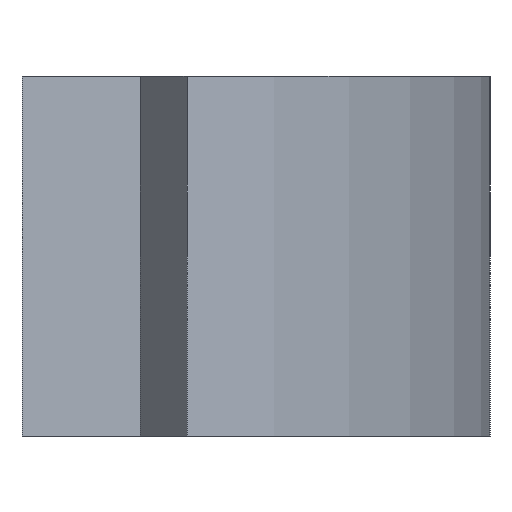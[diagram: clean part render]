
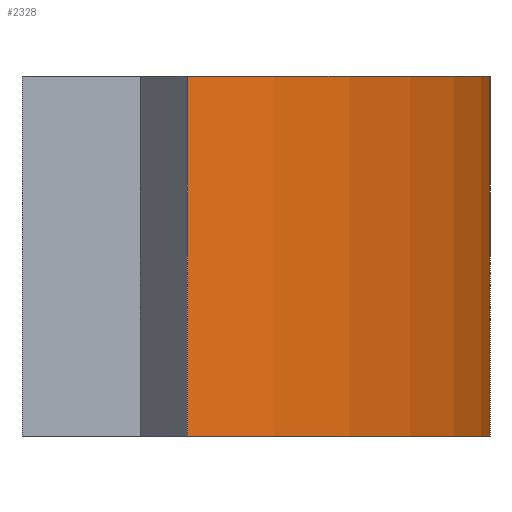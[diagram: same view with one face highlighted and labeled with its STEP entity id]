
A CAD part, left-side view. The second image highlights one B-rep face of the part: STEP entity #2328.
In plain terms, the highlighted cylindrical face has radius 23 mm (diameter 46 mm), a partial arc.
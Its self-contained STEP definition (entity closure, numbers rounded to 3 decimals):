
#26=CYLINDRICAL_SURFACE('',#2484,23.);
#172=FACE_OUTER_BOUND('',#327,.T.);
#327=EDGE_LOOP('',(#2092,#2093,#2094,#2095));
#337=CIRCLE('',#2362,23.);
#349=CIRCLE('',#2375,23.);
#649=LINE('',#3683,#946);
#651=LINE('',#3688,#948);
#946=VECTOR('',#3026,23.);
#948=VECTOR('',#3034,10.);
#957=VERTEX_POINT('',#3064);
#958=VERTEX_POINT('',#3066);
#1074=VERTEX_POINT('',#3299);
#1075=VERTEX_POINT('',#3301);
#1171=EDGE_CURVE('',#958,#957,#337,.T.);
#1288=EDGE_CURVE('',#1075,#1074,#349,.T.);
#1481=EDGE_CURVE('',#1074,#958,#649,.T.);
#1483=EDGE_CURVE('',#957,#1075,#651,.T.);
#2092=ORIENTED_EDGE('',*,*,#1288,.T.);
#2093=ORIENTED_EDGE('',*,*,#1481,.T.);
#2094=ORIENTED_EDGE('',*,*,#1171,.T.);
#2095=ORIENTED_EDGE('',*,*,#1483,.T.);
#2328=ADVANCED_FACE('',(#172),#26,.T.);
#2362=AXIS2_PLACEMENT_3D('',#3067,#2500,#2501);
#2375=AXIS2_PLACEMENT_3D('',#3302,#2631,#2632);
#2484=AXIS2_PLACEMENT_3D('',#3687,#3032,#3033);
#2500=DIRECTION('center_axis',(0.,0.,-1.));
#2501=DIRECTION('ref_axis',(-0.828,-0.561,0.));
#2631=DIRECTION('center_axis',(0.,0.,1.));
#2632=DIRECTION('ref_axis',(-0.828,-0.561,0.));
#3026=DIRECTION('',(0.,0.,1.));
#3032=DIRECTION('center_axis',(0.,0.,1.));
#3033=DIRECTION('ref_axis',(-0.828,-0.561,0.));
#3034=DIRECTION('',(0.,0.,-1.));
#3064=CARTESIAN_POINT('',(0.,-5.502,12.));
#3066=CARTESIAN_POINT('',(19.04,-15.6,12.));
#3067=CARTESIAN_POINT('Origin',(19.04,7.4,12.));
#3299=CARTESIAN_POINT('',(19.04,-15.6,0.));
#3301=CARTESIAN_POINT('',(0.,-5.502,0.));
#3302=CARTESIAN_POINT('Origin',(19.04,7.4,0.));
#3683=CARTESIAN_POINT('',(19.04,-15.6,0.));
#3687=CARTESIAN_POINT('Origin',(19.04,7.4,0.));
#3688=CARTESIAN_POINT('',(0.,-5.502,0.));
